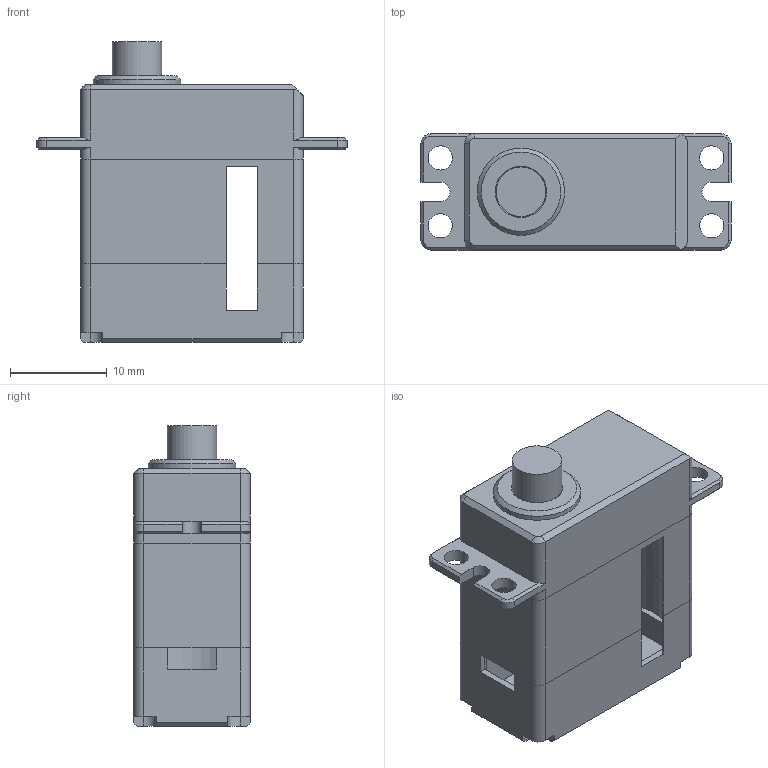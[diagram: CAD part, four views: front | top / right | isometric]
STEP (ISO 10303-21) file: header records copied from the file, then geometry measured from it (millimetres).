
FILE_DESCRIPTION(/* description */ (''),/* implementation_level */ '2;1');
FILE_NAME(/* name */ 'KST-DS315MG',/* time_stamp */ '2018-04-10T09:09:11+08:00',/* author */ (''),/* organization */ (''),/* preprocessor_version */ 'ST-DEVELOPER v9',/* originating_system */ 'UGS - NX 4.0',/* authorisation */ '');
FILE_SCHEMA (('CONFIG_CONTROL_DESIGN'));
Length unit declared in the file: millimetre
Products named in the file (1): Admi15ADy158
Bounding box: 32 x 12 x 31 mm (x, y, z)
Volume: 2331.6 mm3; surface area: 5567.2 mm2
Topology: 4 solids, 4 shells, 287 faces, 782 edges, 514 vertices
Faces by surface type: plane 144, cylinder 119, cone 24
Full cylindrical faces by diameter (mm): 1.3 x12, 2.5 x4, 4 x1, 4.16 x1, 5.1 x2, 9 x1
Entity records: 9055 total; most frequent: DIRECTION 1595, CARTESIAN_POINT 1575, ORIENTED_EDGE 1492, EDGE_CURVE 746, AXIS2_PLACEMENT_3D 567, VERTEX_POINT 501, LINE 461, VECTOR 461
